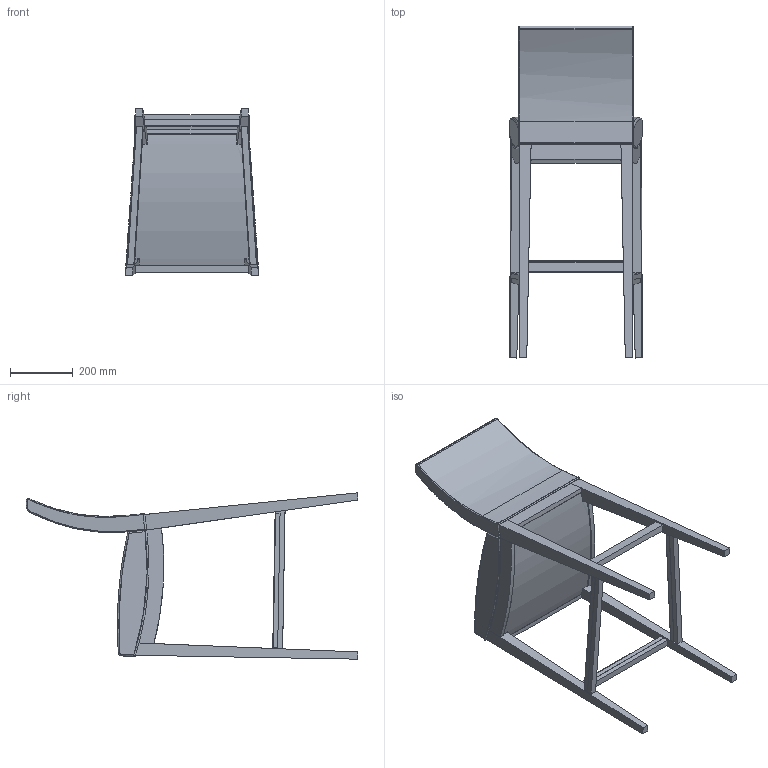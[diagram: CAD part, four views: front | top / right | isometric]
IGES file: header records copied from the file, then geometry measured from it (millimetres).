
Start section: SolidWorks IGES file using analytic representation for surfaces
Global section: file name: Ellen M626.IGS; native system: SolidWorks 2012; preprocessor: SolidWorks 2012; author: emanuel; date: 121029.115936; units: millimetre
Bounding box: 424.74 x 1057.15 x 530 mm (x, y, z)
Surface area: 1550220.7 mm2 (no closed solid volume)
Topology: 0 solids, 0 shells, 143 faces, 1980 edges, 1973 vertices
Faces by surface type: bspline 113, revolution 30
